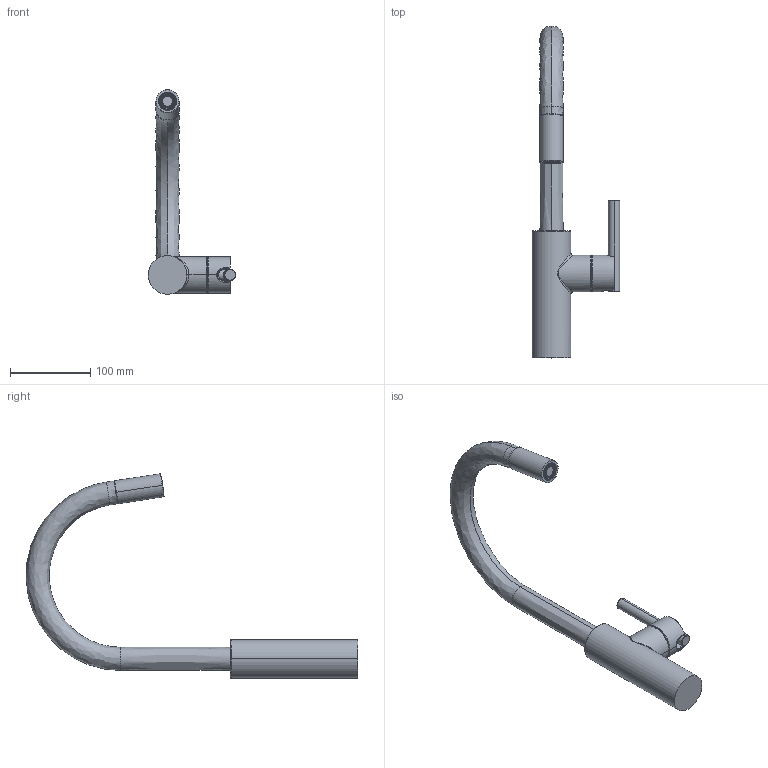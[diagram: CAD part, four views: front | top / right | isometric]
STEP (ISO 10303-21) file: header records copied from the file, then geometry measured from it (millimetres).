
FILE_DESCRIPTION((''),'2;1');
FILE_NAME('1500-5113','2021-04-07T14:50:01',('jinson.thomas'),(''),'CREO PARAMETRIC BY PTC INC, 2018400','CREO PARAMETRIC BY PTC INC, 2018400','');
FILE_SCHEMA(('CONFIG_CONTROL_DESIGN'));
Length unit declared in the file: inch
Products named in the file (1): 1500-5113
Bounding box: 109.19 x 413.36 x 254.71 mm (x, y, z)
Volume: 732150.4 mm3; surface area: 92731 mm2
Topology: 3 solids, 3 shells, 265 faces, 663 edges, 412 vertices
Faces by surface type: plane 121, cylinder 80, torus 20, bspline 20, cone 20, sphere 4
Entity records: 10351 total; most frequent: CARTESIAN_POINT 4274, ORIENTED_EDGE 1326, DIRECTION 1199, EDGE_CURVE 663, AXIS2_PLACEMENT_3D 499, VERTEX_POINT 412, EDGE_LOOP 273, FACE_OUTER_BOUND 265
